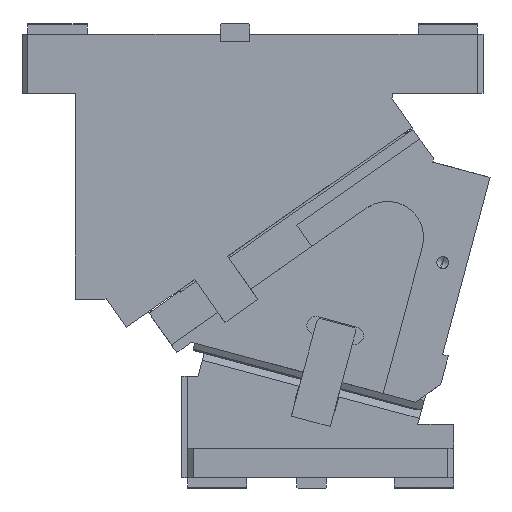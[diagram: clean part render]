
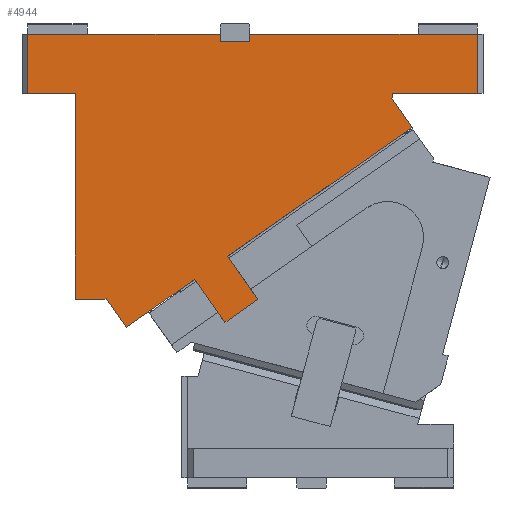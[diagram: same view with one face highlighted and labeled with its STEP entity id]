
A CAD part, front view. The second image highlights one B-rep face of the part: STEP entity #4944.
In plain terms, the highlighted planar face has unit normal (0, -1, 0).
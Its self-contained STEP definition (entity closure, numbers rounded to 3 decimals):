
#292=CARTESIAN_POINT('Vertex',(385.,-150.,0.)) ;
#439=CARTESIAN_POINT('Vertex',(192.5,-150.,0.)) ;
#442=CARTESIAN_POINT('Line Origine',(288.75,-150.,0.)) ;
#760=CARTESIAN_POINT('Vertex',(385.,-150.,-50.)) ;
#763=CARTESIAN_POINT('Line Origine',(349.,-150.,-50.)) ;
#767=CARTESIAN_POINT('Vertex',(313.,-150.,-50.)) ;
#1197=CARTESIAN_POINT('Line Origine',(313.,-150.,-51.905)) ;
#1201=CARTESIAN_POINT('Vertex',(313.,-150.,-53.811)) ;
#1807=CARTESIAN_POINT('Line Origine',(192.5,-150.,-3.)) ;
#1811=CARTESIAN_POINT('Vertex',(192.5,-150.,-6.)) ;
#1835=CARTESIAN_POINT('Vertex',(167.5,-150.,-6.)) ;
#1838=CARTESIAN_POINT('Line Origine',(180.,-150.,-6.)) ;
#1859=CARTESIAN_POINT('Vertex',(167.5,-150.,0.)) ;
#1862=CARTESIAN_POINT('Line Origine',(167.5,-150.,-3.)) ;
#1892=CARTESIAN_POINT('Vertex',(5.,-150.,-50.)) ;
#1895=CARTESIAN_POINT('Line Origine',(5.,-150.,-25.)) ;
#1899=CARTESIAN_POINT('Vertex',(5.,-150.,0.)) ;
#3018=CARTESIAN_POINT('Vertex',(173.994,-150.,-187.767)) ;
#3023=CARTESIAN_POINT('Line Origine',(186.756,-150.,-205.993)) ;
#3027=CARTESIAN_POINT('Vertex',(199.518,-150.,-224.22)) ;
#3076=CARTESIAN_POINT('Vertex',(171.667,-150.,-243.721)) ;
#3084=CARTESIAN_POINT('Line Origine',(185.592,-150.,-233.97)) ;
#3122=CARTESIAN_POINT('Line Origine',(158.904,-150.,-225.495)) ;
#3126=CARTESIAN_POINT('Vertex',(146.142,-150.,-207.269)) ;
#3579=CARTESIAN_POINT('Vertex',(330.042,-150.,-78.501)) ;
#3586=CARTESIAN_POINT('Vertex',(312.835,-150.,-53.926)) ;
#3589=CARTESIAN_POINT('Line Origine',(321.438,-150.,-66.214)) ;
#3606=CARTESIAN_POINT('Line Origine',(108.052,-150.,-233.94)) ;
#3610=CARTESIAN_POINT('Vertex',(88.392,-150.,-247.706)) ;
#3612=CARTESIAN_POINT('Vertex',(127.711,-150.,-220.174)) ;
#3653=CARTESIAN_POINT('Line Origine',(252.018,-150.,-133.134)) ;
#3658=CARTESIAN_POINT('Line Origine',(136.927,-150.,-213.722)) ;
#3730=CARTESIAN_POINT('Line Origine',(79.789,-150.,-235.419)) ;
#3734=CARTESIAN_POINT('Vertex',(71.185,-150.,-223.132)) ;
#3759=CARTESIAN_POINT('Line Origine',(70.565,-150.,-223.566)) ;
#3763=CARTESIAN_POINT('Vertex',(69.945,-150.,-224.)) ;
#3797=CARTESIAN_POINT('Line Origine',(57.472,-150.,-224.)) ;
#3801=CARTESIAN_POINT('Vertex',(45.,-150.,-224.)) ;
#3875=CARTESIAN_POINT('Line Origine',(45.,-150.,-137.)) ;
#3879=CARTESIAN_POINT('Vertex',(45.,-150.,-50.)) ;
#4324=CARTESIAN_POINT('Line Origine',(25.,-150.,-50.)) ;
#4779=CARTESIAN_POINT('Line Origine',(86.25,-150.,0.)) ;
#4898=CARTESIAN_POINT('Line Origine',(385.,-150.,-25.)) ;
#4910=CARTESIAN_POINT('Axis2P3D Location',(0.,-150.,0.)) ;
#4915=CARTESIAN_POINT('Line Origine',(312.917,-150.,-53.869)) ;
#443=DIRECTION('Vector Direction',(1.,0.,0.)) ;
#764=DIRECTION('Vector Direction',(-1.,0.,0.)) ;
#1198=DIRECTION('Vector Direction',(0.,0.,-1.)) ;
#1808=DIRECTION('Vector Direction',(0.,0.,-1.)) ;
#1839=DIRECTION('Vector Direction',(1.,0.,0.)) ;
#1863=DIRECTION('Vector Direction',(0.,0.,1.)) ;
#1896=DIRECTION('Vector Direction',(0.,0.,-1.)) ;
#3024=DIRECTION('Vector Direction',(-0.574,0.,0.819)) ;
#3085=DIRECTION('Vector Direction',(0.819,0.,0.574)) ;
#3123=DIRECTION('Vector Direction',(-0.574,0.,0.819)) ;
#3590=DIRECTION('Vector Direction',(0.574,0.,-0.819)) ;
#3607=DIRECTION('Vector Direction',(0.819,0.,0.574)) ;
#3654=DIRECTION('Vector Direction',(-0.819,0.,-0.574)) ;
#3659=DIRECTION('Vector Direction',(-0.819,0.,-0.574)) ;
#3731=DIRECTION('Vector Direction',(0.574,0.,-0.819)) ;
#3760=DIRECTION('Vector Direction',(-0.819,0.,-0.574)) ;
#3798=DIRECTION('Vector Direction',(-1.,0.,0.)) ;
#3876=DIRECTION('Vector Direction',(0.,0.,-1.)) ;
#4325=DIRECTION('Vector Direction',(1.,0.,0.)) ;
#4780=DIRECTION('Vector Direction',(1.,0.,0.)) ;
#4899=DIRECTION('Vector Direction',(0.,0.,1.)) ;
#4911=DIRECTION('Axis2P3D Direction',(0.,1.,0.)) ;
#4912=DIRECTION('Axis2P3D XDirection',(0.,0.,1.)) ;
#4916=DIRECTION('Vector Direction',(-0.819,0.,-0.574)) ;
#4913=AXIS2_PLACEMENT_3D('Plane Axis2P3D',#4910,#4911,#4912) ;
#4921=ORIENTED_EDGE('',*,*,#1866,.T.) ;
#4922=ORIENTED_EDGE('',*,*,#4783,.F.) ;
#4923=ORIENTED_EDGE('',*,*,#1901,.T.) ;
#4924=ORIENTED_EDGE('',*,*,#4328,.T.) ;
#4925=ORIENTED_EDGE('',*,*,#3881,.T.) ;
#4926=ORIENTED_EDGE('',*,*,#3803,.F.) ;
#4927=ORIENTED_EDGE('',*,*,#3765,.F.) ;
#4928=ORIENTED_EDGE('',*,*,#3736,.T.) ;
#4929=ORIENTED_EDGE('',*,*,#3614,.T.) ;
#4930=ORIENTED_EDGE('',*,*,#3662,.T.) ;
#4931=ORIENTED_EDGE('',*,*,#3128,.F.) ;
#4932=ORIENTED_EDGE('',*,*,#3088,.T.) ;
#4933=ORIENTED_EDGE('',*,*,#3029,.T.) ;
#4934=ORIENTED_EDGE('',*,*,#3657,.T.) ;
#4935=ORIENTED_EDGE('',*,*,#3593,.T.) ;
#4936=ORIENTED_EDGE('',*,*,#4919,.F.) ;
#4937=ORIENTED_EDGE('',*,*,#1203,.F.) ;
#4938=ORIENTED_EDGE('',*,*,#769,.F.) ;
#4939=ORIENTED_EDGE('',*,*,#4902,.T.) ;
#4940=ORIENTED_EDGE('',*,*,#446,.F.) ;
#4941=ORIENTED_EDGE('',*,*,#1813,.T.) ;
#4942=ORIENTED_EDGE('',*,*,#1842,.F.) ;
#444=VECTOR('Line Direction',#443,1.) ;
#765=VECTOR('Line Direction',#764,1.) ;
#1199=VECTOR('Line Direction',#1198,1.) ;
#1809=VECTOR('Line Direction',#1808,1.) ;
#1840=VECTOR('Line Direction',#1839,1.) ;
#1864=VECTOR('Line Direction',#1863,1.) ;
#1897=VECTOR('Line Direction',#1896,1.) ;
#3025=VECTOR('Line Direction',#3024,1.) ;
#3086=VECTOR('Line Direction',#3085,1.) ;
#3124=VECTOR('Line Direction',#3123,1.) ;
#3591=VECTOR('Line Direction',#3590,1.) ;
#3608=VECTOR('Line Direction',#3607,1.) ;
#3655=VECTOR('Line Direction',#3654,1.) ;
#3660=VECTOR('Line Direction',#3659,1.) ;
#3732=VECTOR('Line Direction',#3731,1.) ;
#3761=VECTOR('Line Direction',#3760,1.) ;
#3799=VECTOR('Line Direction',#3798,1.) ;
#3877=VECTOR('Line Direction',#3876,1.) ;
#4326=VECTOR('Line Direction',#4325,1.) ;
#4781=VECTOR('Line Direction',#4780,1.) ;
#4900=VECTOR('Line Direction',#4899,1.) ;
#4917=VECTOR('Line Direction',#4916,1.) ;
#4944=ADVANCED_FACE('CAM HOLDER',(#4943),#4914,.F.) ;
#446=EDGE_CURVE('',#440,#293,#445,.T.) ;
#769=EDGE_CURVE('',#761,#768,#766,.T.) ;
#1203=EDGE_CURVE('',#768,#1202,#1200,.T.) ;
#1813=EDGE_CURVE('',#440,#1812,#1810,.T.) ;
#1842=EDGE_CURVE('',#1836,#1812,#1841,.T.) ;
#1866=EDGE_CURVE('',#1836,#1860,#1865,.T.) ;
#1901=EDGE_CURVE('',#1900,#1893,#1898,.T.) ;
#3029=EDGE_CURVE('',#3028,#3019,#3026,.T.) ;
#3088=EDGE_CURVE('',#3077,#3028,#3087,.T.) ;
#3128=EDGE_CURVE('',#3077,#3127,#3125,.T.) ;
#3593=EDGE_CURVE('',#3580,#3587,#3592,.F.) ;
#3614=EDGE_CURVE('',#3611,#3613,#3609,.T.) ;
#3657=EDGE_CURVE('',#3019,#3580,#3656,.F.) ;
#3662=EDGE_CURVE('',#3613,#3127,#3661,.F.) ;
#3736=EDGE_CURVE('',#3735,#3611,#3733,.T.) ;
#3765=EDGE_CURVE('',#3735,#3764,#3762,.T.) ;
#3803=EDGE_CURVE('',#3764,#3802,#3800,.T.) ;
#3881=EDGE_CURVE('',#3880,#3802,#3878,.T.) ;
#4328=EDGE_CURVE('',#1893,#3880,#4327,.T.) ;
#4783=EDGE_CURVE('',#1900,#1860,#4782,.T.) ;
#4902=EDGE_CURVE('',#761,#293,#4901,.T.) ;
#4919=EDGE_CURVE('',#1202,#3587,#4918,.T.) ;
#4920=EDGE_LOOP('',(#4921,#4922,#4923,#4924,#4925,#4926,#4927,#4928,#4929,#4930,#4931,#4932,#4933,#4934,#4935,#4936,#4937,#4938,#4939,#4940,#4941,#4942)) ;
#4943=FACE_OUTER_BOUND('',#4920,.T.) ;
#445=LINE('Line',#442,#444) ;
#766=LINE('Line',#763,#765) ;
#1200=LINE('Line',#1197,#1199) ;
#1810=LINE('Line',#1807,#1809) ;
#1841=LINE('Line',#1838,#1840) ;
#1865=LINE('Line',#1862,#1864) ;
#1898=LINE('Line',#1895,#1897) ;
#3026=LINE('Line',#3023,#3025) ;
#3087=LINE('Line',#3084,#3086) ;
#3125=LINE('Line',#3122,#3124) ;
#3592=LINE('Line',#3589,#3591) ;
#3609=LINE('Line',#3606,#3608) ;
#3656=LINE('Line',#3653,#3655) ;
#3661=LINE('Line',#3658,#3660) ;
#3733=LINE('Line',#3730,#3732) ;
#3762=LINE('Line',#3759,#3761) ;
#3800=LINE('Line',#3797,#3799) ;
#3878=LINE('Line',#3875,#3877) ;
#4327=LINE('Line',#4324,#4326) ;
#4782=LINE('Line',#4779,#4781) ;
#4901=LINE('Line',#4898,#4900) ;
#4918=LINE('Line',#4915,#4917) ;
#4914=PLANE('Plane',#4913) ;
#293=VERTEX_POINT('',#292) ;
#440=VERTEX_POINT('',#439) ;
#761=VERTEX_POINT('',#760) ;
#768=VERTEX_POINT('',#767) ;
#1202=VERTEX_POINT('',#1201) ;
#1812=VERTEX_POINT('',#1811) ;
#1836=VERTEX_POINT('',#1835) ;
#1860=VERTEX_POINT('',#1859) ;
#1893=VERTEX_POINT('',#1892) ;
#1900=VERTEX_POINT('',#1899) ;
#3019=VERTEX_POINT('',#3018) ;
#3028=VERTEX_POINT('',#3027) ;
#3077=VERTEX_POINT('',#3076) ;
#3127=VERTEX_POINT('',#3126) ;
#3580=VERTEX_POINT('',#3579) ;
#3587=VERTEX_POINT('',#3586) ;
#3611=VERTEX_POINT('',#3610) ;
#3613=VERTEX_POINT('',#3612) ;
#3735=VERTEX_POINT('',#3734) ;
#3764=VERTEX_POINT('',#3763) ;
#3802=VERTEX_POINT('',#3801) ;
#3880=VERTEX_POINT('',#3879) ;
